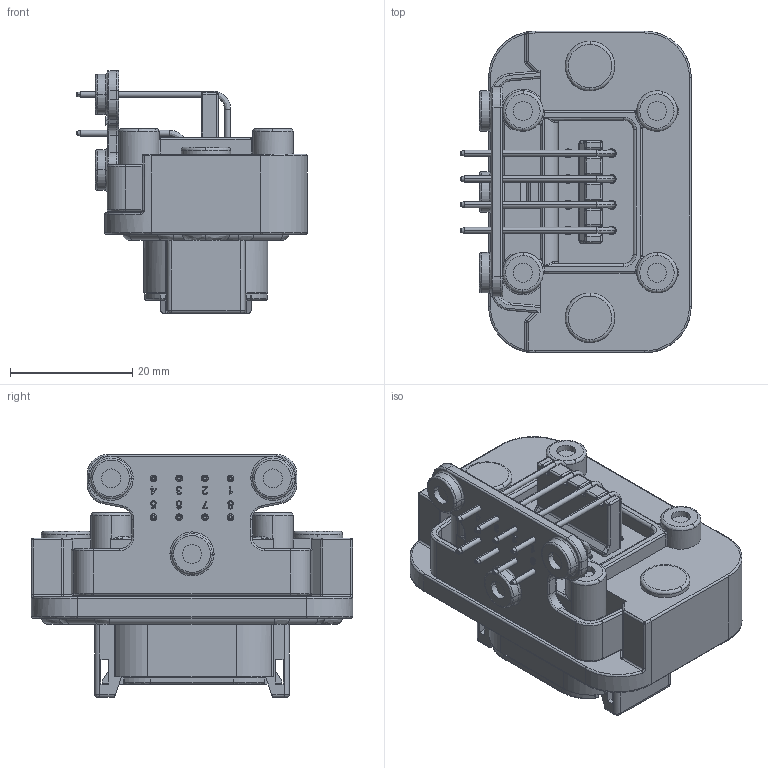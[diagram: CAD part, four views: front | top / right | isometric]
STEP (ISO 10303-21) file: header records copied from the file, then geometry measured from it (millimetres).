
FILE_DESCRIPTION (( 'STEP AP214' ), '1' );
FILE_NAME ('C-ATM13-08PD-BM01_3D.STEP', '2018-09-04T17:26:06', ( '' ), ( '' ), 'SwSTEP 2.0', 'SolidWorks 2018', '' );
FILE_SCHEMA (( 'AUTOMOTIVE_DESIGN' ));
Length unit declared in the file: millimetre
Products named in the file (1): C-ATM13-08PD-BM01_3D
Bounding box: 37.65 x 52.56 x 39.7 mm (x, y, z)
Volume: 23549.7 mm3; surface area: 14632.8 mm2
Topology: 1 solids, 4 shells, 1673 faces, 4395 edges, 2668 vertices
Faces by surface type: bspline 638, plane 475, cylinder 450, cone 108, torus 2
Entity records: 62775 total; most frequent: CARTESIAN_POINT 26292, ORIENTED_EDGE 8556, DIRECTION 6247, EDGE_CURVE 4278, VERTEX_POINT 2668, AXIS2_PLACEMENT_3D 2175, VECTOR 1897, LINE 1897
